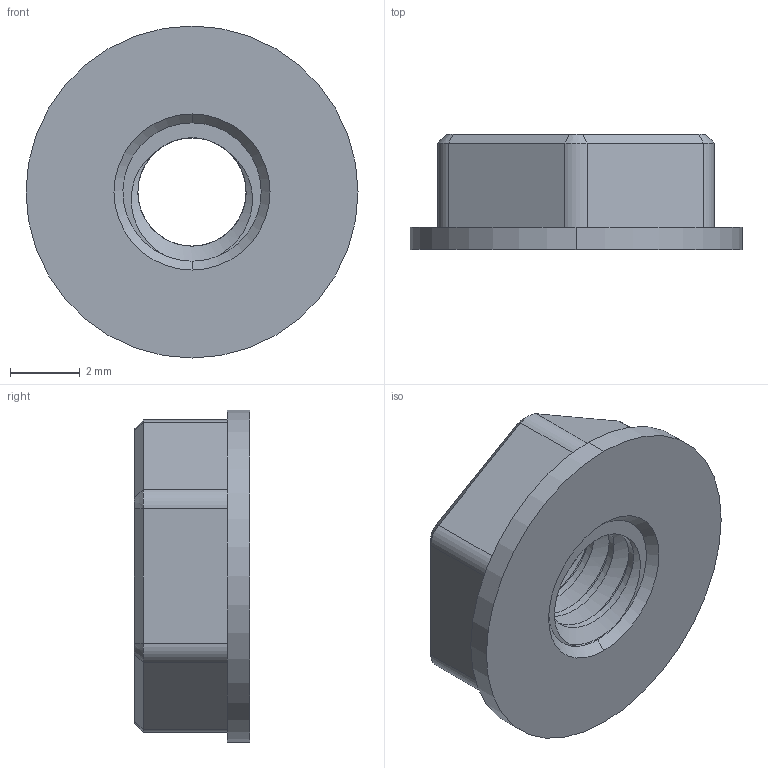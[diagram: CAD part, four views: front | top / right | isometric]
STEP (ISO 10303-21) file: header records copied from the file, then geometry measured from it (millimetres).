
FILE_DESCRIPTION (( 'STEP AP203' ), '1' );
FILE_NAME ('Nut_Default_sldprt.STEP', '2022-02-14T03:42:33', ( '' ), ( '' ), 'SwSTEP 2.0', 'SolidWorks 2021', '' );
FILE_SCHEMA (( 'CONFIG_CONTROL_DESIGN' ));
Length unit declared in the file: inch
Products named in the file (1): Nut_Default_sldprt
Bounding box: 9.53 x 3.3 x 9.53 mm (x, y, z)
Volume: 155.6 mm3; surface area: 263.3 mm2
Topology: 1 solids, 1 shells, 49 faces, 119 edges, 73 vertices
Faces by surface type: cylinder 18, plane 17, cone 11, bspline 3
Entity records: 2906 total; most frequent: CARTESIAN_POINT 1717, ORIENTED_EDGE 238, DIRECTION 226, EDGE_CURVE 119, AXIS2_PLACEMENT_3D 84, VERTEX_POINT 73, VECTOR 58, LINE 58
